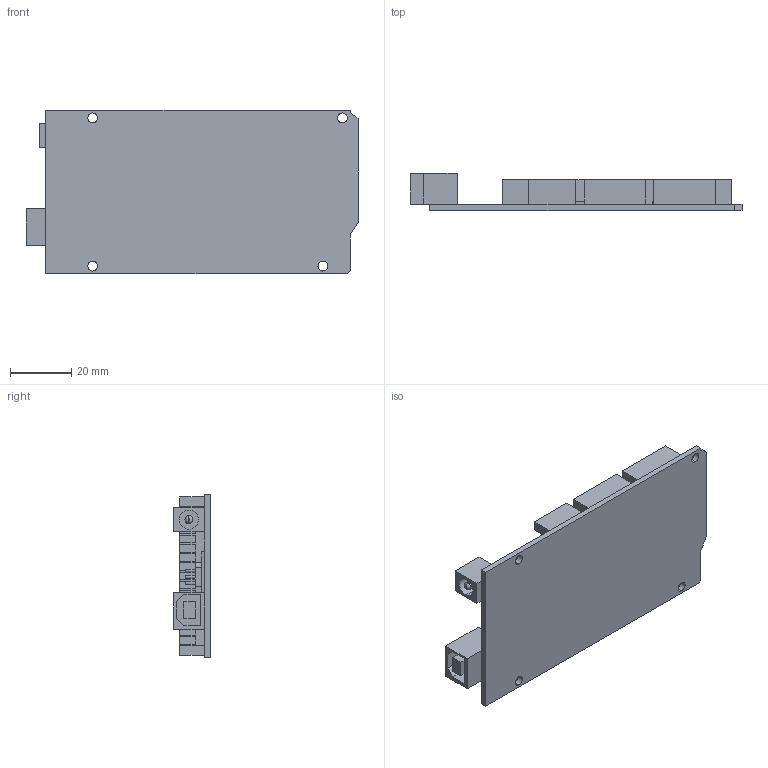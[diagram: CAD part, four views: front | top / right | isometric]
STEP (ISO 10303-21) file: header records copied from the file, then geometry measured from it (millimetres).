
FILE_DESCRIPTION(('Open CASCADE Model'),'2;1');
FILE_NAME('Open CASCADE Shape Model','2023-08-02T22:13:10',('Author'),( 'Open CASCADE'),'Open CASCADE STEP processor 7.7','Open CASCADE 7.7' ,'Unknown');
FILE_SCHEMA(('AUTOMOTIVE_DESIGN { 1 0 10303 214 1 1 1 1 }'));
Length unit declared in the file: millimetre
Products named in the file (1): Open CASCADE STEP translator 7.7 1
Bounding box: 108.07 x 12 x 53.34 mm (x, y, z)
Volume: 15941.7 mm3; surface area: 19536.9 mm2
Topology: 1 solids, 1 shells, 447 faces, 1071 edges, 712 vertices
Faces by surface type: plane 419, cylinder 26, revolution 2
Entity records: 12779 total; most frequent: CARTESIAN_POINT 2251, ORIENTED_EDGE 2142, DIRECTION 2021, EDGE_CURVE 1071, LINE 1015, VECTOR 1015, VERTEX_POINT 712, FACE_BOUND 541
